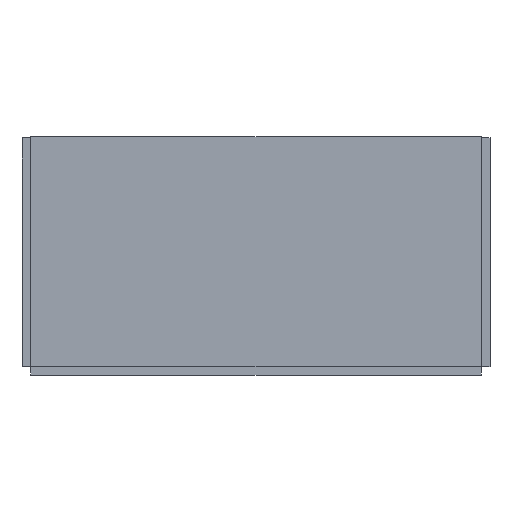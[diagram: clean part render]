
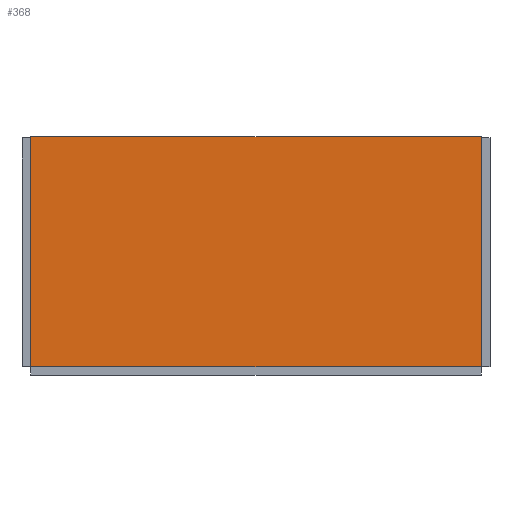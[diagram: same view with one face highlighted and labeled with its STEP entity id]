
A CAD part, front view. The second image highlights one B-rep face of the part: STEP entity #368.
In plain terms, the highlighted planar face has unit normal (0, -1, 0).
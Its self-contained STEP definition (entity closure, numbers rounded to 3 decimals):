
#39=PLANE('',#399);
#61=FACE_OUTER_BOUND('',#83,.T.);
#83=EDGE_LOOP('',(#342,#343,#344,#345));
#87=LINE('',#524,#129);
#90=LINE('',#534,#132);
#95=LINE('',#543,#137);
#114=LINE('',#580,#156);
#129=VECTOR('',#418,10.);
#132=VECTOR('',#427,10.);
#137=VECTOR('',#434,10.);
#156=VECTOR('',#473,10.);
#181=VERTEX_POINT('',#521);
#182=VERTEX_POINT('',#523);
#186=VERTEX_POINT('',#533);
#189=VERTEX_POINT('',#541);
#209=EDGE_CURVE('',#182,#181,#87,.T.);
#214=EDGE_CURVE('',#186,#182,#90,.T.);
#219=EDGE_CURVE('',#181,#189,#95,.T.);
#238=EDGE_CURVE('',#189,#186,#114,.T.);
#342=ORIENTED_EDGE('',*,*,#238,.T.);
#343=ORIENTED_EDGE('',*,*,#214,.T.);
#344=ORIENTED_EDGE('',*,*,#209,.T.);
#345=ORIENTED_EDGE('',*,*,#219,.T.);
#368=ADVANCED_FACE('',(#61),#39,.F.);
#399=AXIS2_PLACEMENT_3D('',#604,#501,#502);
#418=DIRECTION('',(-1.,0.,0.));
#427=DIRECTION('',(0.,0.,1.));
#434=DIRECTION('',(0.,0.,-1.));
#473=DIRECTION('',(1.,0.,0.));
#501=DIRECTION('center_axis',(0.,1.,0.));
#502=DIRECTION('ref_axis',(1.,0.,0.));
#521=CARTESIAN_POINT('',(-26.35,0.,13.425));
#523=CARTESIAN_POINT('',(26.35,0.,13.425));
#524=CARTESIAN_POINT('',(26.35,0.,13.425));
#533=CARTESIAN_POINT('',(26.35,0.,-13.425));
#534=CARTESIAN_POINT('',(26.35,0.,-13.425));
#541=CARTESIAN_POINT('',(-26.35,0.,-13.425));
#543=CARTESIAN_POINT('',(-26.35,0.,13.425));
#580=CARTESIAN_POINT('',(-26.35,0.,-13.425));
#604=CARTESIAN_POINT('Origin',(0.,0.,0.));
